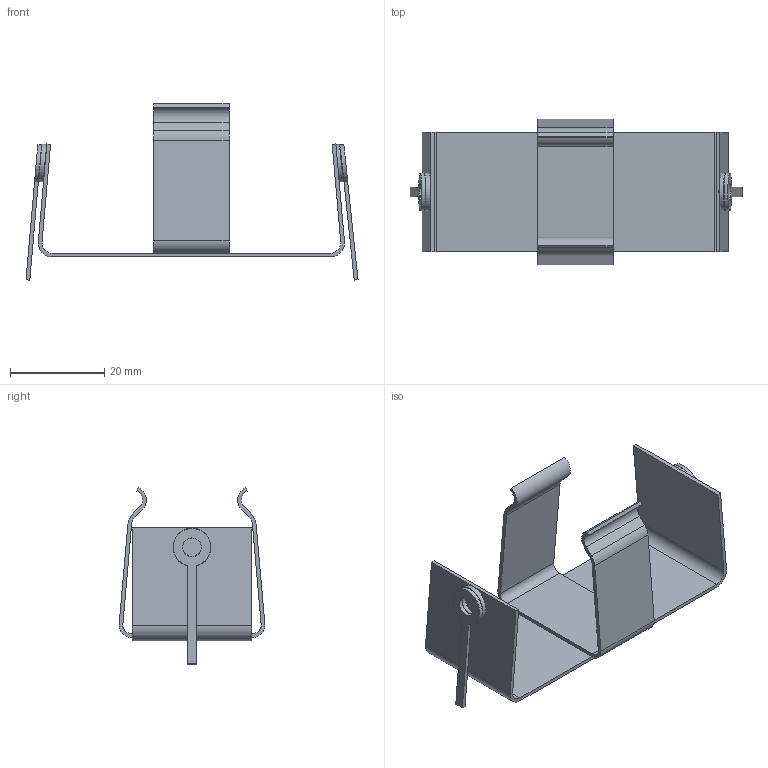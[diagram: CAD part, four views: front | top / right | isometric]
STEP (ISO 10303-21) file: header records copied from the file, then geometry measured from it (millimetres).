
FILE_DESCRIPTION(('FreeCAD Model'),'2;1');
FILE_NAME('Open CASCADE Shape Model','2026-02-01T14:16:11',(''),(''), 'Open CASCADE STEP processor 7.8','FreeCAD','Unknown');
FILE_SCHEMA(('AUTOMOTIVE_DESIGN { 1 0 10303 214 1 1 1 1 }'));
Length unit declared in the file: millimetre
Products named in the file (7): 2226; Base; Sujetion; Pin; Pin2; Separador; Separador2
Assembly tree (6 placements, depth 2):
  2226
    Base
    Sujetion
    Pin
    Pin2
    Separador
    Separador2
Bounding box: 70.54 x 30.98 x 37.49 mm (x, y, z)
Volume: 3626.4 mm3; surface area: 9622.6 mm2
Topology: 6 solids, 6 shells, 62 faces, 150 edges, 100 vertices
Faces by surface type: plane 38, cylinder 24
Full cylindrical faces by diameter (mm): 4 x4, 8 x2
Entity records: 2009 total; most frequent: DIRECTION 336, CARTESIAN_POINT 319, ORIENTED_EDGE 300, EDGE_CURVE 150, AXIS2_PLACEMENT_3D 117, LINE 102, VECTOR 102, VERTEX_POINT 100
